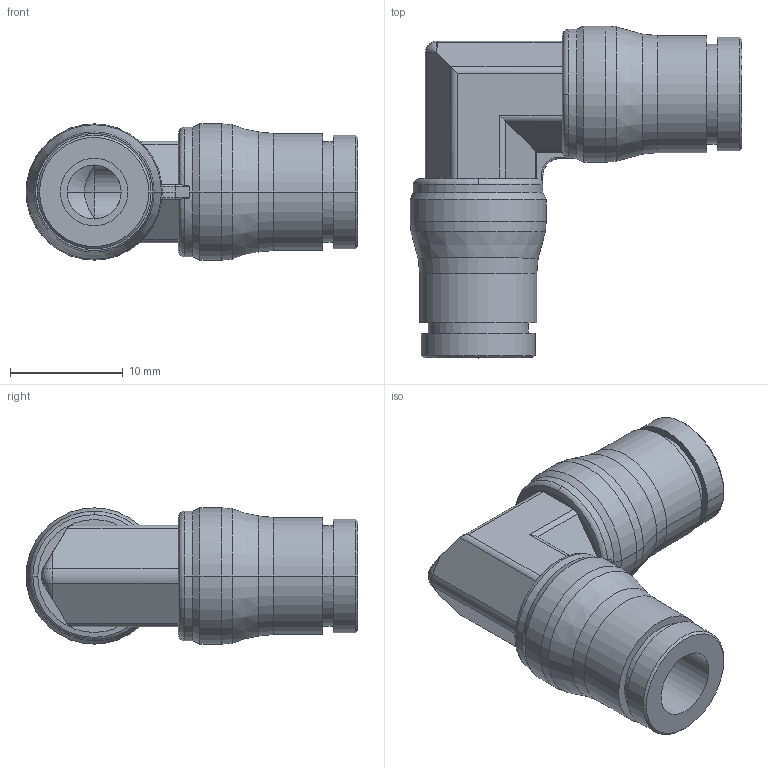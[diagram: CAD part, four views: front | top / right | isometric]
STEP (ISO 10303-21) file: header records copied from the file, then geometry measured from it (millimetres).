
FILE_DESCRIPTION(('STEP AP214'),'1');
FILE_NAME('3802_06_00.stp','2016-07-07T14:26:37',('TraceParts'),('TraceParts S.A.'),'Spatial InterOp 3D',' ',' ');
FILE_SCHEMA(('automotive_design'));
Length unit declared in the file: millimetre
Products named in the file (1): 1
Bounding box: 29.48 x 29.48 x 12.1 mm (x, y, z)
Volume: 2769.5 mm3; surface area: 2618.2 mm2
Topology: 1 solids, 1 shells, 116 faces, 280 edges, 168 vertices
Faces by surface type: cylinder 48, cone 32, plane 25, torus 11
Entity records: 3551 total; most frequent: CARTESIAN_POINT 839, DIRECTION 594, ORIENTED_EDGE 552, EDGE_CURVE 276, AXIS2_PLACEMENT_3D 237, VERTEX_POINT 168, EDGE_LOOP 124, LINE 120
